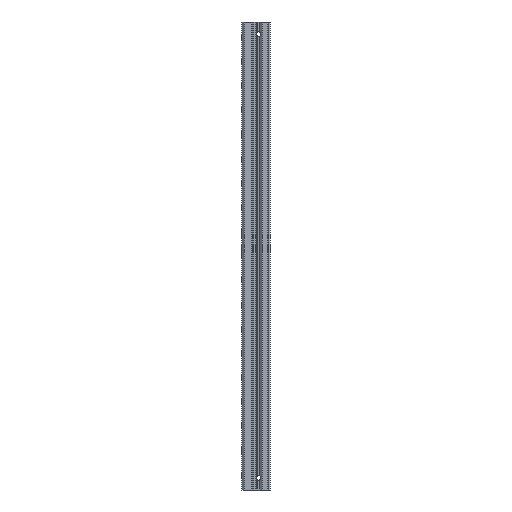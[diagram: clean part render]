
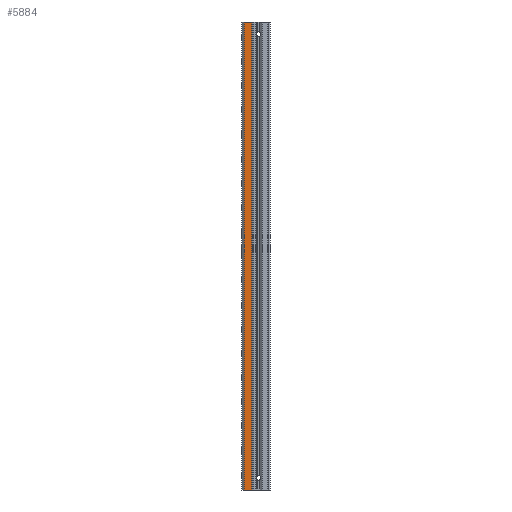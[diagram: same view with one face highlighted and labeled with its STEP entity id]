
A CAD part, left-side view. The second image highlights one B-rep face of the part: STEP entity #5884.
In plain terms, the highlighted planar face has unit normal (-1, 0, 0).
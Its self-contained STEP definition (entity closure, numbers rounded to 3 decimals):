
#167 = CARTESIAN_POINT ( 'NONE',  ( -7.5, -1.5, 308. ) ) ;
#352 = CARTESIAN_POINT ( 'NONE',  ( -7.5, -1.5, 308. ) ) ;
#682 = LINE ( 'NONE', #7119, #6427 ) ;
#1129 = ORIENTED_EDGE ( 'NONE', *, *, #1171, .T. ) ;
#1171 = EDGE_CURVE ( 'NONE', #6588, #5923, #1391, .T. ) ;
#1391 = LINE ( 'NONE', #352, #5492 ) ;
#1668 = DIRECTION ( 'NONE',  ( 1., 0., 0. ) ) ;
#1682 = FACE_OUTER_BOUND ( 'NONE', #3887, .T. ) ;
#1892 = CARTESIAN_POINT ( 'NONE',  ( -7.5, 2.6, 308. ) ) ;
#1897 = EDGE_CURVE ( 'NONE', #5164, #6588, #682, .T. ) ;
#1984 = DIRECTION ( 'NONE',  ( 0., 0., -1. ) ) ;
#2669 = EDGE_CURVE ( 'NONE', #7181, #5923, #5038, .T. ) ;
#2847 = EDGE_CURVE ( 'NONE', #7181, #5164, #6586, .T. ) ;
#2848 = PLANE ( 'NONE',  #5774 ) ;
#3806 = DIRECTION ( 'NONE',  ( 0., -1., 0. ) ) ;
#3887 = EDGE_LOOP ( 'NONE', ( #4736, #1129, #4443, #6973 ) ) ;
#4443 = ORIENTED_EDGE ( 'NONE', *, *, #2669, .F. ) ;
#4736 = ORIENTED_EDGE ( 'NONE', *, *, #1897, .T. ) ;
#4858 = VECTOR ( 'NONE', #5255, 1000. ) ;
#5038 = LINE ( 'NONE', #1892, #4858 ) ;
#5164 = VERTEX_POINT ( 'NONE', #5407 ) ;
#5255 = DIRECTION ( 'NONE',  ( 0., -1., 0. ) ) ;
#5370 = CARTESIAN_POINT ( 'NONE',  ( -7.5, -1.5, 0. ) ) ;
#5407 = CARTESIAN_POINT ( 'NONE',  ( -7.5, 3.35, 0. ) ) ;
#5492 = VECTOR ( 'NONE', #7095, 1000. ) ;
#5508 = CARTESIAN_POINT ( 'NONE',  ( -7.5, 3.35, 308. ) ) ;
#5574 = DIRECTION ( 'NONE',  ( 0., 1., 0. ) ) ;
#5774 = AXIS2_PLACEMENT_3D ( 'NONE', #6148, #1668, #5574 ) ;
#5884 = ADVANCED_FACE ( 'NONE', ( #1682 ), #2848, .F. ) ;
#5923 = VERTEX_POINT ( 'NONE', #167 ) ;
#6148 = CARTESIAN_POINT ( 'NONE',  ( -7.5, 2.6, 308. ) ) ;
#6427 = VECTOR ( 'NONE', #3806, 1000. ) ;
#6454 = CARTESIAN_POINT ( 'NONE',  ( -7.5, 3.35, 0. ) ) ;
#6586 = LINE ( 'NONE', #6454, #6681 ) ;
#6588 = VERTEX_POINT ( 'NONE', #5370 ) ;
#6681 = VECTOR ( 'NONE', #1984, 1000. ) ;
#6973 = ORIENTED_EDGE ( 'NONE', *, *, #2847, .T. ) ;
#7095 = DIRECTION ( 'NONE',  ( 0., 0., 1. ) ) ;
#7119 = CARTESIAN_POINT ( 'NONE',  ( -7.5, 2.6, 0. ) ) ;
#7181 = VERTEX_POINT ( 'NONE', #5508 ) ;
